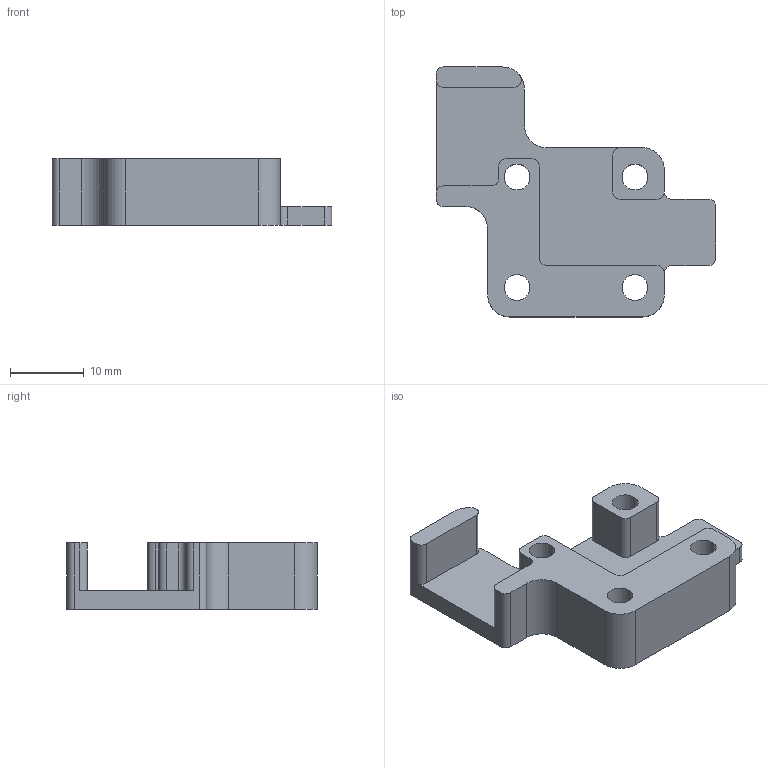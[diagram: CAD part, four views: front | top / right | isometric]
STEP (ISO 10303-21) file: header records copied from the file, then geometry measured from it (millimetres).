
FILE_DESCRIPTION (( 'STEP AP214' ), '1' );
FILE_NAME ('EndStop_Õ_V2.STEP', '2020-07-04T06:53:44', ( '' ), ( '' ), 'SwSTEP 2.0', 'SolidWorks 2017', '' );
FILE_SCHEMA (( 'AUTOMOTIVE_DESIGN' ));
Length unit declared in the file: millimetre
Products named in the file (1): EndStop_惛V2
Bounding box: 38 x 33.97 x 9 mm (x, y, z)
Volume: 3974.3 mm3; surface area: 3224.5 mm2
Topology: 1 solids, 1 shells, 57 faces, 163 edges, 108 vertices
Faces by surface type: cylinder 32, plane 25
Entity records: 1936 total; most frequent: DIRECTION 344, CARTESIAN_POINT 329, ORIENTED_EDGE 326, EDGE_CURVE 163, AXIS2_PLACEMENT_3D 123, VERTEX_POINT 108, VECTOR 98, LINE 98
